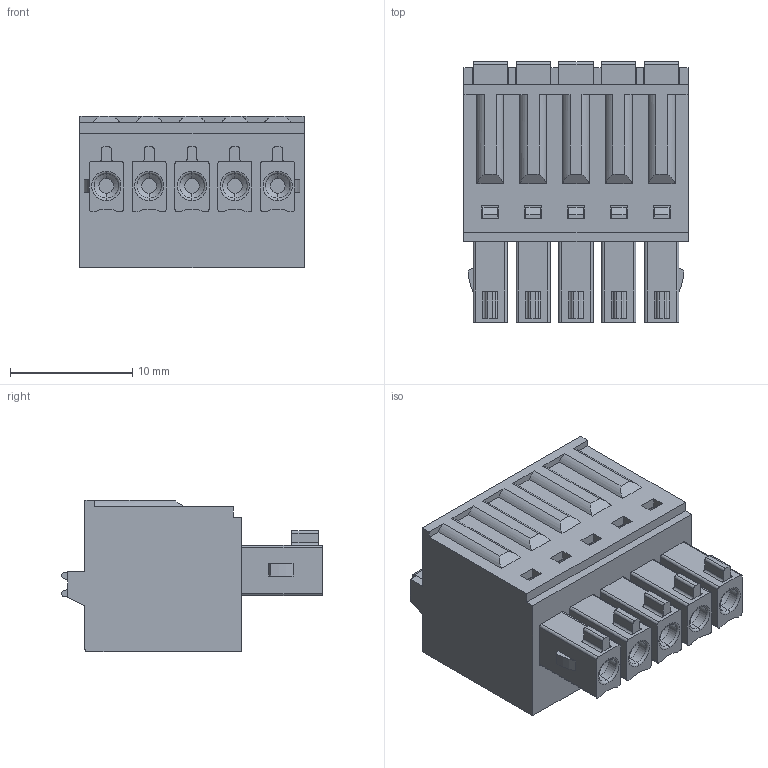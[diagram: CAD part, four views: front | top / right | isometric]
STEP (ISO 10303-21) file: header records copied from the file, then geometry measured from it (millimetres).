
FILE_DESCRIPTION (( 'STEP AP214' ), '1' );
FILE_NAME ('15EDGKD-3.5-05P-14-00AH.STEP', '2021-01-30T00:48:41', ( '' ), ( '' ), 'SwSTEP 2.0', 'SolidWorks 2020', '' );
FILE_SCHEMA (( 'AUTOMOTIVE_DESIGN' ));
Length unit declared in the file: millimetre
Products named in the file (1): 15EDGKD-3.5-05P-14-00AH
Bounding box: 18.3 x 21.3 x 12.4 mm (x, y, z)
Volume: 2806.4 mm3; surface area: 2893.7 mm2
Topology: 1 solids, 1 shells, 854 faces, 2226 edges, 1454 vertices
Faces by surface type: plane 495, cylinder 175, bspline 129, cone 35, torus 20
Entity records: 36620 total; most frequent: CARTESIAN_POINT 12508, ORIENTED_EDGE 4452, DIRECTION 3690, EDGE_CURVE 2226, LINE 1498, VECTOR 1498, VERTEX_POINT 1454, AXIS2_PLACEMENT_3D 1096
